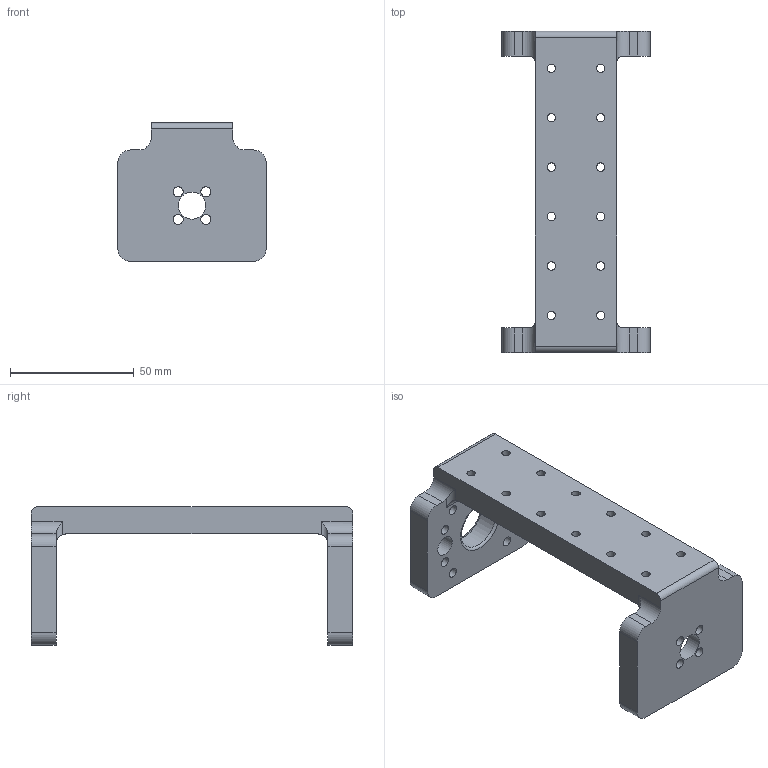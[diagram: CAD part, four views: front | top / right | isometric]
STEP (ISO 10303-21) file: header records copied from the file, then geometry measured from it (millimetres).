
FILE_DESCRIPTION(/* description */ ('STEP AP242','CAx-IF Rec.Pracs.---Representation and Presentation of Product Manufacturing Information (PMI)---4.0---2014-10-13','CAx-IF Rec.Pracs.---3D Tessellated Geometry---0.4---2014-09-14','2;1'),/* implementation_level */ '2;1');
FILE_NAME(/* name */ '67d60d58380151127f01cf22',/* time_stamp */ '2025-03-15T23:29:29Z',/* author */ (''),/* organization */ (''),/* preprocessor_version */ 'ST-DEVELOPER v20',/* originating_system */ 'ONSHAPE BY PTC INC, 1.195',/* authorisation */ ' ');
FILE_SCHEMA (('AP242_MANAGED_MODEL_BASED_3D_ENGINEERING_MIM_LF { 1 0 10303 442 1 1 4 }'));
Length unit declared in the file: metre
Products named in the file (1): Z Axis Support
Bounding box: 60 x 130 x 56 mm (x, y, z)
Volume: 91743.7 mm3; surface area: 28373 mm2
Topology: 1 solids, 1 shells, 74 faces, 225 edges, 152 vertices
Faces by surface type: cylinder 51, plane 21, torus 2
Full cylindrical faces by diameter (mm): 3.421 x12, 4 x12, 8.3 x4, 11 x1, 20 x1, 22.4 x1
Entity records: 2462 total; most frequent: CARTESIAN_POINT 447, DIRECTION 414, ORIENTED_EDGE 360, EDGE_CURVE 180, AXIS2_PLACEMENT_3D 171, EDGE_LOOP 162, FACE_BOUND 162, VERTEX_POINT 140
